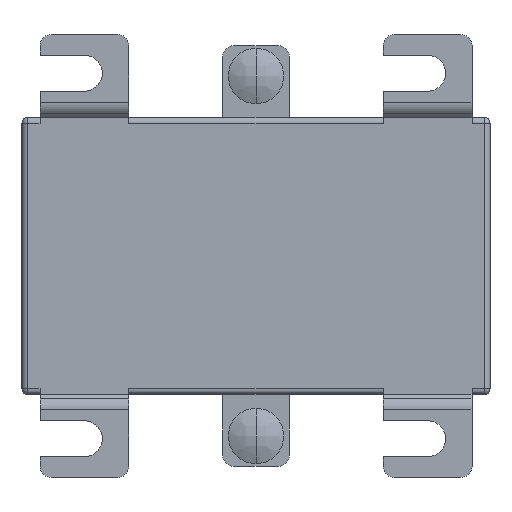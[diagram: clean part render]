
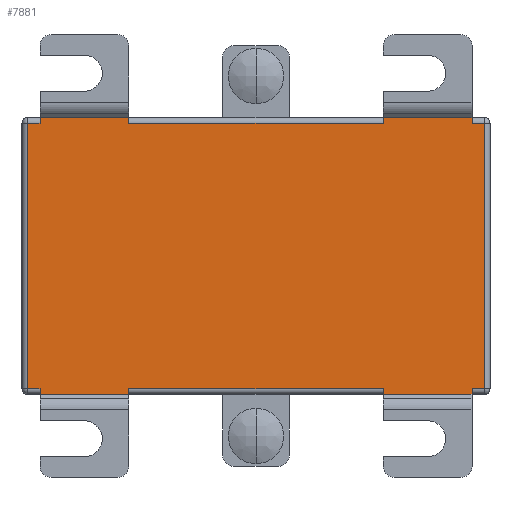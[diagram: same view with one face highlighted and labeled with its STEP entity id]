
A CAD part, front view. The second image highlights one B-rep face of the part: STEP entity #7881.
In plain terms, the highlighted planar face has unit normal (0, -1, 0).
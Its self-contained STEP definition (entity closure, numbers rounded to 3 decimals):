
#1587=DIRECTION('',(-1.,0.,0.));
#1588=VECTOR('',#1587,46.);
#1589=CARTESIAN_POINT('',(23.,-50.,24.));
#1590=LINE('',#1589,#1588);
#1595=DIRECTION('',(0.,0.,1.));
#1596=VECTOR('',#1595,1.);
#1597=CARTESIAN_POINT('',(23.,-50.,24.));
#1598=LINE('',#1597,#1596);
#1602=DIRECTION('',(1.,0.,0.));
#1603=VECTOR('',#1602,16.);
#1604=CARTESIAN_POINT('',(23.,-50.,25.));
#1605=LINE('',#1604,#1603);
#1609=DIRECTION('',(0.,0.,1.));
#1610=VECTOR('',#1609,1.);
#1611=CARTESIAN_POINT('',(39.,-50.,24.));
#1612=LINE('',#1611,#1610);
#1616=DIRECTION('',(1.,0.,0.));
#1617=VECTOR('',#1616,2.25);
#1618=CARTESIAN_POINT('',(39.,-50.,24.));
#1619=LINE('',#1618,#1617);
#1623=DIRECTION('',(0.,0.,-1.));
#1624=VECTOR('',#1623,48.);
#1625=CARTESIAN_POINT('',(41.25,-50.,24.));
#1626=LINE('',#1625,#1624);
#1630=DIRECTION('',(-1.,0.,0.));
#1631=VECTOR('',#1630,2.25);
#1632=CARTESIAN_POINT('',(41.25,-50.,-24.));
#1633=LINE('',#1632,#1631);
#1637=DIRECTION('',(0.,0.,1.));
#1638=VECTOR('',#1637,1.);
#1639=CARTESIAN_POINT('',(39.,-50.,-25.));
#1640=LINE('',#1639,#1638);
#1644=DIRECTION('',(1.,0.,0.));
#1645=VECTOR('',#1644,16.);
#1646=CARTESIAN_POINT('',(23.,-50.,-25.));
#1647=LINE('',#1646,#1645);
#1651=DIRECTION('',(0.,0.,-1.));
#1652=VECTOR('',#1651,1.);
#1653=CARTESIAN_POINT('',(23.,-50.,-24.));
#1654=LINE('',#1653,#1652);
#1658=DIRECTION('',(1.,0.,0.));
#1659=VECTOR('',#1658,46.);
#1660=CARTESIAN_POINT('',(-23.,-50.,-24.));
#1661=LINE('',#1660,#1659);
#1665=DIRECTION('',(0.,0.,-1.));
#1666=VECTOR('',#1665,1.);
#1667=CARTESIAN_POINT('',(-23.,-50.,-24.));
#1668=LINE('',#1667,#1666);
#1672=DIRECTION('',(1.,0.,0.));
#1673=VECTOR('',#1672,16.);
#1674=CARTESIAN_POINT('',(-39.,-50.,-25.));
#1675=LINE('',#1674,#1673);
#1679=DIRECTION('',(0.,0.,-1.));
#1680=VECTOR('',#1679,1.);
#1681=CARTESIAN_POINT('',(-39.,-50.,-24.));
#1682=LINE('',#1681,#1680);
#1686=DIRECTION('',(-1.,0.,0.));
#1687=VECTOR('',#1686,2.25);
#1688=CARTESIAN_POINT('',(-39.,-50.,-24.));
#1689=LINE('',#1688,#1687);
#1693=DIRECTION('',(0.,0.,-1.));
#1694=VECTOR('',#1693,48.);
#1695=CARTESIAN_POINT('',(-41.25,-50.,24.));
#1696=LINE('',#1695,#1694);
#1700=DIRECTION('',(1.,0.,0.));
#1701=VECTOR('',#1700,2.25);
#1702=CARTESIAN_POINT('',(-41.25,-50.,24.));
#1703=LINE('',#1702,#1701);
#1707=DIRECTION('',(0.,0.,1.));
#1708=VECTOR('',#1707,1.);
#1709=CARTESIAN_POINT('',(-39.,-50.,24.));
#1710=LINE('',#1709,#1708);
#1714=DIRECTION('',(1.,0.,0.));
#1715=VECTOR('',#1714,16.);
#1716=CARTESIAN_POINT('',(-39.,-50.,25.));
#1717=LINE('',#1716,#1715);
#1721=DIRECTION('',(0.,0.,1.));
#1722=VECTOR('',#1721,1.);
#1723=CARTESIAN_POINT('',(-23.,-50.,24.));
#1724=LINE('',#1723,#1722);
#7469=CARTESIAN_POINT('',(23.,-50.,24.));
#7470=CARTESIAN_POINT('',(-23.,-50.,24.));
#7471=VERTEX_POINT('',#7469);
#7472=VERTEX_POINT('',#7470);
#7473=CARTESIAN_POINT('',(23.,-50.,25.));
#7474=VERTEX_POINT('',#7473);
#7475=CARTESIAN_POINT('',(-23.,-50.,25.));
#7476=VERTEX_POINT('',#7475);
#7513=CARTESIAN_POINT('',(-41.25,-50.,24.));
#7514=CARTESIAN_POINT('',(-41.25,-50.,-24.));
#7515=VERTEX_POINT('',#7513);
#7516=VERTEX_POINT('',#7514);
#7561=CARTESIAN_POINT('',(41.25,-50.,24.));
#7562=CARTESIAN_POINT('',(41.25,-50.,-24.));
#7563=VERTEX_POINT('',#7561);
#7564=VERTEX_POINT('',#7562);
#7569=CARTESIAN_POINT('',(39.,-50.,24.));
#7570=VERTEX_POINT('',#7569);
#7571=CARTESIAN_POINT('',(39.,-50.,-25.));
#7572=CARTESIAN_POINT('',(39.,-50.,-24.));
#7573=VERTEX_POINT('',#7571);
#7574=VERTEX_POINT('',#7572);
#7593=CARTESIAN_POINT('',(39.,-50.,25.));
#7594=VERTEX_POINT('',#7593);
#7595=CARTESIAN_POINT('',(-39.,-50.,25.));
#7596=VERTEX_POINT('',#7595);
#7611=CARTESIAN_POINT('',(-39.,-50.,24.));
#7612=VERTEX_POINT('',#7611);
#7617=CARTESIAN_POINT('',(-39.,-50.,-24.));
#7618=VERTEX_POINT('',#7617);
#7663=CARTESIAN_POINT('',(-39.,-50.,-25.));
#7664=VERTEX_POINT('',#7663);
#7669=CARTESIAN_POINT('',(-23.,-50.,-24.));
#7670=CARTESIAN_POINT('',(23.,-50.,-24.));
#7671=VERTEX_POINT('',#7669);
#7672=VERTEX_POINT('',#7670);
#7673=CARTESIAN_POINT('',(-23.,-50.,-25.));
#7674=VERTEX_POINT('',#7673);
#7675=CARTESIAN_POINT('',(23.,-50.,-25.));
#7676=VERTEX_POINT('',#7675);
#7835=CARTESIAN_POINT('',(-42.25,-50.,-25.));
#7836=DIRECTION('',(0.,-1.,0.));
#7837=DIRECTION('',(1.,0.,0.));
#7838=AXIS2_PLACEMENT_3D('',#7835,#7836,#7837);
#7839=PLANE('',#7838);
#7841=ORIENTED_EDGE('',*,*,#7840,.F.);
#7843=ORIENTED_EDGE('',*,*,#7842,.T.);
#7845=ORIENTED_EDGE('',*,*,#7844,.T.);
#7847=ORIENTED_EDGE('',*,*,#7846,.F.);
#7849=ORIENTED_EDGE('',*,*,#7848,.T.);
#7851=ORIENTED_EDGE('',*,*,#7850,.T.);
#7853=ORIENTED_EDGE('',*,*,#7852,.T.);
#7855=ORIENTED_EDGE('',*,*,#7854,.F.);
#7857=ORIENTED_EDGE('',*,*,#7856,.F.);
#7859=ORIENTED_EDGE('',*,*,#7858,.F.);
#7861=ORIENTED_EDGE('',*,*,#7860,.F.);
#7863=ORIENTED_EDGE('',*,*,#7862,.T.);
#7865=ORIENTED_EDGE('',*,*,#7864,.F.);
#7867=ORIENTED_EDGE('',*,*,#7866,.F.);
#7869=ORIENTED_EDGE('',*,*,#7868,.T.);
#7870=ORIENTED_EDGE('',*,*,#7812,.F.);
#7872=ORIENTED_EDGE('',*,*,#7871,.T.);
#7874=ORIENTED_EDGE('',*,*,#7873,.T.);
#7876=ORIENTED_EDGE('',*,*,#7875,.T.);
#7878=ORIENTED_EDGE('',*,*,#7877,.F.);
#7879=EDGE_LOOP('',(#7841,#7843,#7845,#7847,#7849,#7851,#7853,#7855,#7857,#7859,
#7861,#7863,#7865,#7867,#7869,#7870,#7872,#7874,#7876,#7878));
#7880=FACE_OUTER_BOUND('',#7879,.F.);
#7812=EDGE_CURVE('',#7515,#7516,#1696,.T.);
#7840=EDGE_CURVE('',#7471,#7472,#1590,.T.);
#7842=EDGE_CURVE('',#7471,#7474,#1598,.T.);
#7844=EDGE_CURVE('',#7474,#7594,#1605,.T.);
#7846=EDGE_CURVE('',#7570,#7594,#1612,.T.);
#7848=EDGE_CURVE('',#7570,#7563,#1619,.T.);
#7850=EDGE_CURVE('',#7563,#7564,#1626,.T.);
#7852=EDGE_CURVE('',#7564,#7574,#1633,.T.);
#7854=EDGE_CURVE('',#7573,#7574,#1640,.T.);
#7856=EDGE_CURVE('',#7676,#7573,#1647,.T.);
#7858=EDGE_CURVE('',#7672,#7676,#1654,.T.);
#7860=EDGE_CURVE('',#7671,#7672,#1661,.T.);
#7862=EDGE_CURVE('',#7671,#7674,#1668,.T.);
#7864=EDGE_CURVE('',#7664,#7674,#1675,.T.);
#7866=EDGE_CURVE('',#7618,#7664,#1682,.T.);
#7868=EDGE_CURVE('',#7618,#7516,#1689,.T.);
#7871=EDGE_CURVE('',#7515,#7612,#1703,.T.);
#7873=EDGE_CURVE('',#7612,#7596,#1710,.T.);
#7875=EDGE_CURVE('',#7596,#7476,#1717,.T.);
#7877=EDGE_CURVE('',#7472,#7476,#1724,.T.);
#7881=ADVANCED_FACE('',(#7880),#7839,.T.);
